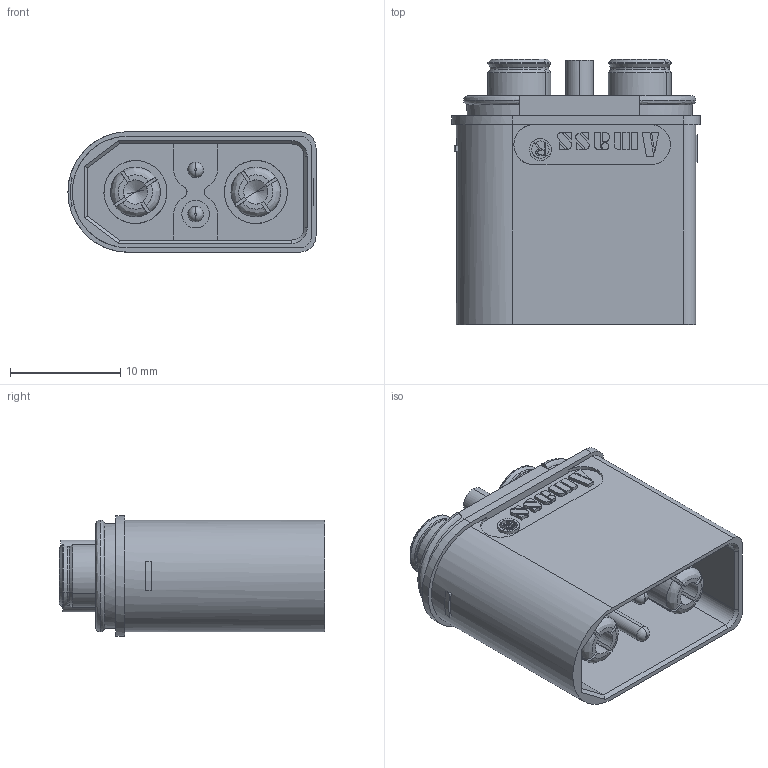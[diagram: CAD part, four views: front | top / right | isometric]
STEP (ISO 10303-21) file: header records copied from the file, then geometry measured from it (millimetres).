
FILE_DESCRIPTION(('CATIA V5 STEP Exchange'),'2;1');
FILE_NAME('XT90PB(2+2)PB-M.stp','2020-12-19T08:52:06+00:00',('JY'),('Amass'),'CATIA Version 5 Release 21 GA (IN-10)','CATIA V5 STEP AP214','Amass');
FILE_SCHEMA(('AUTOMOTIVE_DESIGN { 1 0 10303 214 1 1 1 1 }'));
Length unit declared in the file: millimetre
Products named in the file (1): XT90PB(2+2)PB-M_AllCATPart
Bounding box: 22.46 x 24 x 10.9 mm (x, y, z)
Volume: 2300.6 mm3; surface area: 3745.1 mm2
Topology: 1 solids, 3 shells, 493 faces, 1328 edges, 882 vertices
Faces by surface type: plane 261, cylinder 144, bspline 58, cone 26, torus 4
Entity records: 18835 total; most frequent: CARTESIAN_POINT 7274, ORIENTED_EDGE 2632, DIRECTION 1882, EDGE_CURVE 1316, VERTEX_POINT 882, VECTOR 745, LINE 745, AXIS2_PLACEMENT_3D 703
